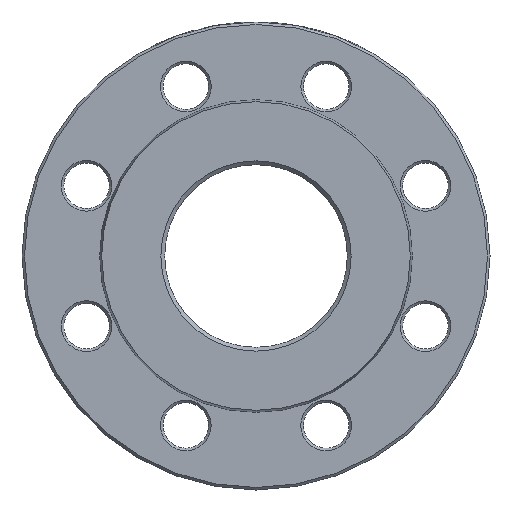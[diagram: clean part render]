
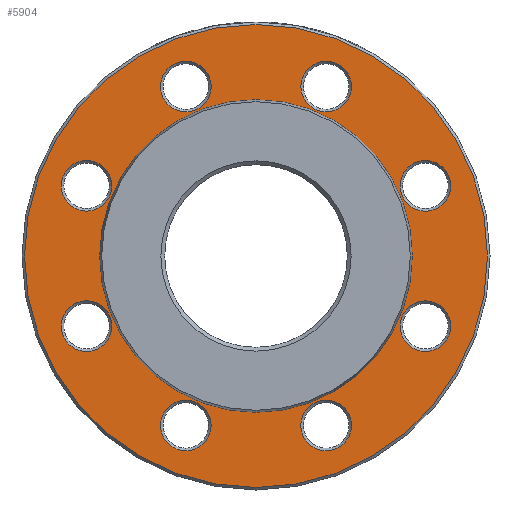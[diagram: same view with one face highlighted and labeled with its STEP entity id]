
A CAD part, left-side view. The second image highlights one B-rep face of the part: STEP entity #5904.
In plain terms, the highlighted planar face has unit normal (-1, 0, 0).
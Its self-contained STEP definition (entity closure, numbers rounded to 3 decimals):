
#11 = EDGE_LOOP ( 'NONE', ( #1664 ) ) ;
#159 = CARTESIAN_POINT ( 'NONE',  ( 3., 27.745, -66.981 ) ) ;
#181 = FACE_BOUND ( 'NONE', #4864, .T. ) ;
#190 = DIRECTION ( 'NONE',  ( 0., 0., 1. ) ) ;
#270 = EDGE_LOOP ( 'NONE', ( #3976 ) ) ;
#432 = CARTESIAN_POINT ( 'NONE',  ( 3., -27.745, 66.981 ) ) ;
#545 = DIRECTION ( 'NONE',  ( 0., -1., 0. ) ) ;
#549 = EDGE_LOOP ( 'NONE', ( #2322 ) ) ;
#567 = EDGE_LOOP ( 'NONE', ( #4671 ) ) ;
#642 = DIRECTION ( 'NONE',  ( 1., 0., 0. ) ) ;
#797 = CIRCLE ( 'NONE', #3562, 10. ) ;
#954 = CARTESIAN_POINT ( 'NONE',  ( 3., -66.981, -17.745 ) ) ;
#964 = CARTESIAN_POINT ( 'NONE',  ( 3., 0., 0. ) ) ;
#986 = CARTESIAN_POINT ( 'NONE',  ( 3., 34.816, 59.91 ) ) ;
#1102 = DIRECTION ( 'NONE',  ( 0., 0., 1. ) ) ;
#1149 = DIRECTION ( 'NONE',  ( 0., -0.707, -0.707 ) ) ;
#1262 = EDGE_CURVE ( 'NONE', #1381, #1381, #797, .T. ) ;
#1297 = AXIS2_PLACEMENT_3D ( 'NONE', #5759, #3903, #5845 ) ;
#1335 = FACE_BOUND ( 'NONE', #549, .T. ) ;
#1360 = DIRECTION ( 'NONE',  ( 0., 0., -1. ) ) ;
#1381 = VERTEX_POINT ( 'NONE', #5332 ) ;
#1405 = AXIS2_PLACEMENT_3D ( 'NONE', #159, #642, #545 ) ;
#1450 = DIRECTION ( 'NONE',  ( 0., 0.707, 0.707 ) ) ;
#1505 = CARTESIAN_POINT ( 'NONE',  ( 3., -59.91, 34.816 ) ) ;
#1563 = ORIENTED_EDGE ( 'NONE', *, *, #1787, .T. ) ;
#1664 = ORIENTED_EDGE ( 'NONE', *, *, #1705, .T. ) ;
#1667 = VERTEX_POINT ( 'NONE', #5079 ) ;
#1705 = EDGE_CURVE ( 'NONE', #4919, #4919, #4471, .T. ) ;
#1733 = CARTESIAN_POINT ( 'NONE',  ( 3., 66.981, -27.745 ) ) ;
#1787 = EDGE_CURVE ( 'NONE', #1986, #1986, #5290, .T. ) ;
#1856 = FACE_BOUND ( 'NONE', #5893, .T. ) ;
#1906 = EDGE_CURVE ( 'NONE', #1962, #1962, #3675, .T. ) ;
#1962 = VERTEX_POINT ( 'NONE', #986 ) ;
#1986 = VERTEX_POINT ( 'NONE', #2459 ) ;
#2285 = FACE_BOUND ( 'NONE', #2978, .T. ) ;
#2302 = CARTESIAN_POINT ( 'NONE',  ( 3., 66.981, 27.745 ) ) ;
#2322 = ORIENTED_EDGE ( 'NONE', *, *, #5530, .T. ) ;
#2459 = CARTESIAN_POINT ( 'NONE',  ( 3., -17.745, 66.981 ) ) ;
#2499 = CARTESIAN_POINT ( 'NONE',  ( 3., 27.745, 66.981 ) ) ;
#2513 = CIRCLE ( 'NONE', #5685, 10. ) ;
#2585 = EDGE_CURVE ( 'NONE', #3416, #3416, #3881, .T. ) ;
#2807 = EDGE_CURVE ( 'NONE', #6285, #6285, #4083, .T. ) ;
#2867 = FACE_BOUND ( 'NONE', #270, .T. ) ;
#2926 = DIRECTION ( 'NONE',  ( 0., 0., -1. ) ) ;
#2978 = EDGE_LOOP ( 'NONE', ( #4261 ) ) ;
#2991 = ORIENTED_EDGE ( 'NONE', *, *, #5399, .T. ) ;
#3024 = CARTESIAN_POINT ( 'NONE',  ( 3., 0., 0. ) ) ;
#3131 = CIRCLE ( 'NONE', #1297, 10. ) ;
#3236 = DIRECTION ( 'NONE',  ( 1., 0., 0. ) ) ;
#3246 = DIRECTION ( 'NONE',  ( 1., 0., 0. ) ) ;
#3280 = FACE_BOUND ( 'NONE', #5330, .T. ) ;
#3354 = AXIS2_PLACEMENT_3D ( 'NONE', #964, #3464, #2926 ) ;
#3362 = CARTESIAN_POINT ( 'NONE',  ( 3., 0., -91.5 ) ) ;
#3388 = EDGE_LOOP ( 'NONE', ( #2991 ) ) ;
#3416 = VERTEX_POINT ( 'NONE', #1505 ) ;
#3464 = DIRECTION ( 'NONE',  ( -1., 0., 0. ) ) ;
#3562 = AXIS2_PLACEMENT_3D ( 'NONE', #1733, #5555, #1149 ) ;
#3605 = DIRECTION ( 'NONE',  ( -1., 0., 0. ) ) ;
#3623 = VERTEX_POINT ( 'NONE', #4065 ) ;
#3675 = CIRCLE ( 'NONE', #4882, 10. ) ;
#3785 = DIRECTION ( 'NONE',  ( 0., 0., -1. ) ) ;
#3829 = DIRECTION ( 'NONE',  ( 0., 1., 0. ) ) ;
#3862 = CIRCLE ( 'NONE', #1405, 10. ) ;
#3881 = CIRCLE ( 'NONE', #4381, 10. ) ;
#3903 = DIRECTION ( 'NONE',  ( 1., 0., 0. ) ) ;
#3964 = VERTEX_POINT ( 'NONE', #5499 ) ;
#3976 = ORIENTED_EDGE ( 'NONE', *, *, #1906, .T. ) ;
#4029 = VERTEX_POINT ( 'NONE', #6040 ) ;
#4055 = FACE_BOUND ( 'NONE', #567, .T. ) ;
#4065 = CARTESIAN_POINT ( 'NONE',  ( 3., 66.981, 17.745 ) ) ;
#4083 = CIRCLE ( 'NONE', #4685, 10. ) ;
#4093 = FACE_BOUND ( 'NONE', #3388, .T. ) ;
#4242 = EDGE_CURVE ( 'NONE', #4029, #4029, #3862, .T. ) ;
#4261 = ORIENTED_EDGE ( 'NONE', *, *, #4242, .T. ) ;
#4284 = ORIENTED_EDGE ( 'NONE', *, *, #5170, .F. ) ;
#4357 = CARTESIAN_POINT ( 'NONE',  ( 3., -66.981, 27.745 ) ) ;
#4381 = AXIS2_PLACEMENT_3D ( 'NONE', #4357, #5276, #1450 ) ;
#4471 = CIRCLE ( 'NONE', #3354, 91.5 ) ;
#4557 = CARTESIAN_POINT ( 'NONE',  ( 3., -66.981, -27.745 ) ) ;
#4671 = ORIENTED_EDGE ( 'NONE', *, *, #1262, .T. ) ;
#4685 = AXIS2_PLACEMENT_3D ( 'NONE', #4557, #5458, #190 ) ;
#4864 = EDGE_LOOP ( 'NONE', ( #4284 ) ) ;
#4882 = AXIS2_PLACEMENT_3D ( 'NONE', #2499, #5984, #4962 ) ;
#4919 = VERTEX_POINT ( 'NONE', #3362 ) ;
#4959 = CIRCLE ( 'NONE', #5783, 61.804 ) ;
#4962 = DIRECTION ( 'NONE',  ( 0., 0.707, -0.707 ) ) ;
#5079 = CARTESIAN_POINT ( 'NONE',  ( 3., 0., 61.804 ) ) ;
#5170 = EDGE_CURVE ( 'NONE', #1667, #1667, #4959, .T. ) ;
#5185 = EDGE_LOOP ( 'NONE', ( #6189 ) ) ;
#5247 = CARTESIAN_POINT ( 'NONE',  ( 3., 61.804, 0. ) ) ;
#5276 = DIRECTION ( 'NONE',  ( 1., 0., 0. ) ) ;
#5290 = CIRCLE ( 'NONE', #5901, 10. ) ;
#5330 = EDGE_LOOP ( 'NONE', ( #5722 ) ) ;
#5332 = CARTESIAN_POINT ( 'NONE',  ( 3., 59.91, -34.816 ) ) ;
#5399 = EDGE_CURVE ( 'NONE', #3623, #3623, #2513, .T. ) ;
#5458 = DIRECTION ( 'NONE',  ( 1., 0., 0. ) ) ;
#5499 = CARTESIAN_POINT ( 'NONE',  ( 3., -34.816, -59.91 ) ) ;
#5530 = EDGE_CURVE ( 'NONE', #3964, #3964, #3131, .T. ) ;
#5555 = DIRECTION ( 'NONE',  ( 1., 0., 0. ) ) ;
#5580 = AXIS2_PLACEMENT_3D ( 'NONE', #5247, #3246, #1360 ) ;
#5685 = AXIS2_PLACEMENT_3D ( 'NONE', #2302, #3236, #3785 ) ;
#5722 = ORIENTED_EDGE ( 'NONE', *, *, #2807, .T. ) ;
#5759 = CARTESIAN_POINT ( 'NONE',  ( 3., -27.745, -66.981 ) ) ;
#5783 = AXIS2_PLACEMENT_3D ( 'NONE', #3024, #3605, #1102 ) ;
#5845 = DIRECTION ( 'NONE',  ( 0., -0.707, 0.707 ) ) ;
#5893 = EDGE_LOOP ( 'NONE', ( #1563 ) ) ;
#5901 = AXIS2_PLACEMENT_3D ( 'NONE', #432, #6270, #3829 ) ;
#5904 = ADVANCED_FACE ( 'NONE', ( #4055, #2285, #1335, #3280, #6032, #1856, #2867, #4093, #6063, #181 ), #6214, .F. ) ;
#5984 = DIRECTION ( 'NONE',  ( 1., 0., 0. ) ) ;
#6032 = FACE_BOUND ( 'NONE', #5185, .T. ) ;
#6040 = CARTESIAN_POINT ( 'NONE',  ( 3., 17.745, -66.981 ) ) ;
#6063 = FACE_OUTER_BOUND ( 'NONE', #11, .T. ) ;
#6189 = ORIENTED_EDGE ( 'NONE', *, *, #2585, .T. ) ;
#6214 = PLANE ( 'NONE',  #5580 ) ;
#6270 = DIRECTION ( 'NONE',  ( 1., 0., 0. ) ) ;
#6285 = VERTEX_POINT ( 'NONE', #954 ) ;
